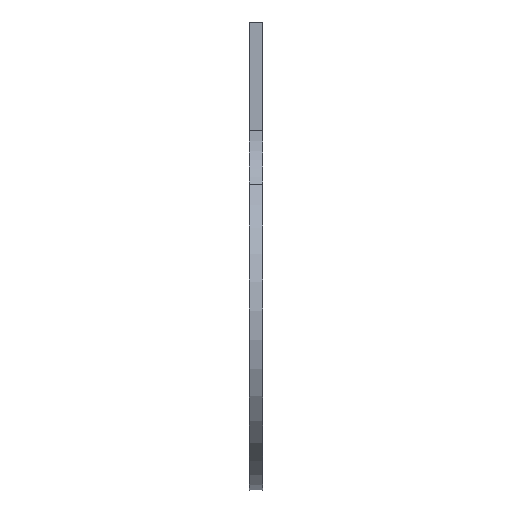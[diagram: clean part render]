
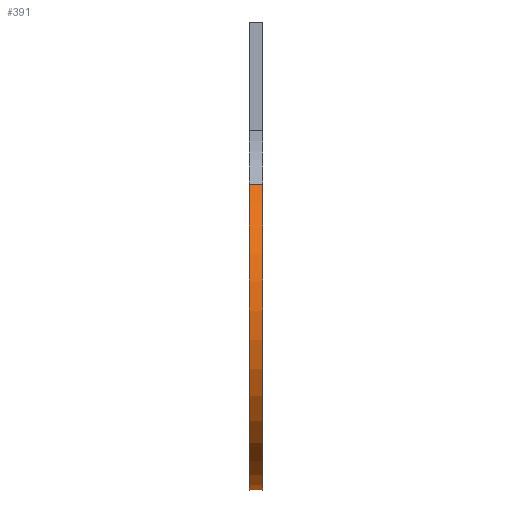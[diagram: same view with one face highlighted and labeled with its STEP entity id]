
A CAD part, left-side view. The second image highlights one B-rep face of the part: STEP entity #391.
In plain terms, the highlighted cylindrical face has radius 25 mm (diameter 50 mm), a partial arc.
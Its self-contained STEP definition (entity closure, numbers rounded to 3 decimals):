
#20 = AXIS2_PLACEMENT_3D ( 'NONE', #352, #734, #879 ) ;
#45 = DIRECTION ( 'NONE',  ( 0., 1., 0. ) ) ;
#63 = CARTESIAN_POINT ( 'NONE',  ( -15.714, 0., 19.444 ) ) ;
#98 = CIRCLE ( 'NONE', #499, 25. ) ;
#113 = CARTESIAN_POINT ( 'NONE',  ( -15.714, 2., 19.444 ) ) ;
#118 = AXIS2_PLACEMENT_3D ( 'NONE', #674, #974, #830 ) ;
#121 = EDGE_LOOP ( 'NONE', ( #806, #601, #501, #657 ) ) ;
#131 = CIRCLE ( 'NONE', #20, 25. ) ;
#175 = CARTESIAN_POINT ( 'NONE',  ( -15.714, 0., 19.444 ) ) ;
#239 = CYLINDRICAL_SURFACE ( 'NONE', #118, 25. ) ;
#271 = EDGE_CURVE ( 'NONE', #432, #733, #751, .T. ) ;
#297 = EDGE_CURVE ( 'NONE', #733, #309, #98, .T. ) ;
#309 = VERTEX_POINT ( 'NONE', #63 ) ;
#352 = CARTESIAN_POINT ( 'NONE',  ( 0., 2., 0. ) ) ;
#363 = CARTESIAN_POINT ( 'NONE',  ( 0., 0., 0. ) ) ;
#391 = ADVANCED_FACE ( 'NONE', ( #692 ), #239, .T. ) ;
#432 = VERTEX_POINT ( 'NONE', #772 ) ;
#434 = DIRECTION ( 'NONE',  ( 0., 0., 1. ) ) ;
#451 = CARTESIAN_POINT ( 'NONE',  ( 15.714, 0., 19.444 ) ) ;
#473 = EDGE_CURVE ( 'NONE', #309, #511, #927, .T. ) ;
#499 = AXIS2_PLACEMENT_3D ( 'NONE', #363, #569, #434 ) ;
#501 = ORIENTED_EDGE ( 'NONE', *, *, #297, .T. ) ;
#511 = VERTEX_POINT ( 'NONE', #113 ) ;
#569 = DIRECTION ( 'NONE',  ( 0., 1., 0. ) ) ;
#578 = CARTESIAN_POINT ( 'NONE',  ( 15.714, 0., 19.444 ) ) ;
#601 = ORIENTED_EDGE ( 'NONE', *, *, #271, .T. ) ;
#650 = EDGE_CURVE ( 'NONE', #432, #511, #131, .T. ) ;
#657 = ORIENTED_EDGE ( 'NONE', *, *, #473, .T. ) ;
#674 = CARTESIAN_POINT ( 'NONE',  ( 0., 0., 0. ) ) ;
#692 = FACE_OUTER_BOUND ( 'NONE', #121, .T. ) ;
#731 = VECTOR ( 'NONE', #45, 1000. ) ;
#733 = VERTEX_POINT ( 'NONE', #451 ) ;
#734 = DIRECTION ( 'NONE',  ( 0., 1., 0. ) ) ;
#735 = DIRECTION ( 'NONE',  ( 0., -1., 0. ) ) ;
#751 = LINE ( 'NONE', #578, #950 ) ;
#772 = CARTESIAN_POINT ( 'NONE',  ( 15.714, 2., 19.444 ) ) ;
#806 = ORIENTED_EDGE ( 'NONE', *, *, #650, .F. ) ;
#830 = DIRECTION ( 'NONE',  ( 0., 0., 1. ) ) ;
#879 = DIRECTION ( 'NONE',  ( 0., 0., 1. ) ) ;
#927 = LINE ( 'NONE', #175, #731 ) ;
#950 = VECTOR ( 'NONE', #735, 1000. ) ;
#974 = DIRECTION ( 'NONE',  ( 0., 1., 0. ) ) ;
